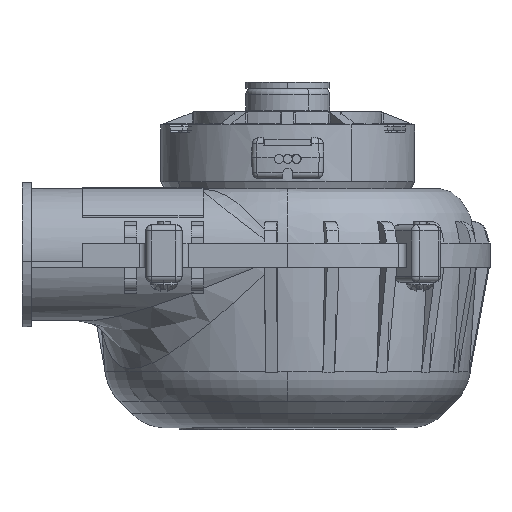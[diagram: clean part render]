
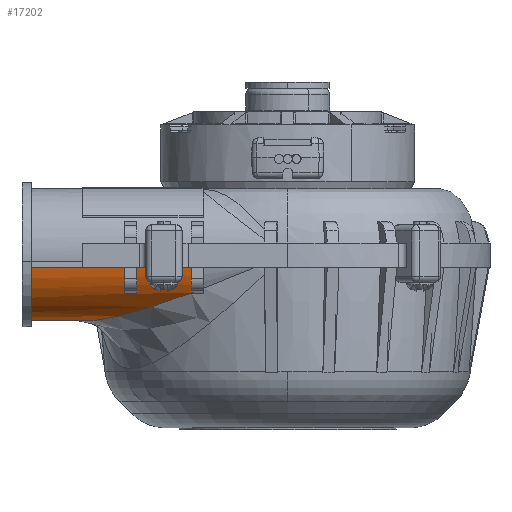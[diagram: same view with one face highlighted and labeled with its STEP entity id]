
A CAD part, left-side view. The second image highlights one B-rep face of the part: STEP entity #17202.
In plain terms, the highlighted cylindrical face has radius 10.975 mm (diameter 21.95 mm), a partial arc.
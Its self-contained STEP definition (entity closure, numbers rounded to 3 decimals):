
#2987=CARTESIAN_POINT('',(-11.2,7.479,-20.525));
#2988=DIRECTION('',(0.,1.,0.));
#2989=DIRECTION('',(-0.945,0.,-0.328));
#2990=AXIS2_PLACEMENT_3D('',#2987,#2988,#2989);
#3000=DIRECTION('',(0.,1.,0.));
#3001=VECTOR('',#3000,15.5);
#3002=CARTESIAN_POINT('',(-21.972,10.979,
-22.625));
#3003=LINE('',#3002,#3001);
#3029=DIRECTION('',(0.,1.,0.));
#3030=VECTOR('',#3029,1.5);
#3031=CARTESIAN_POINT('',(-21.972,7.479,
-22.625));
#3032=LINE('',#3031,#3030);
#3033=DIRECTION('',(0.,1.,0.));
#3034=VECTOR('',#3033,2.102);
#3035=CARTESIAN_POINT('',(-0.428,24.377,
-22.625));
#3036=LINE('',#3035,#3034);
#3037=DIRECTION('',(0.,-1.,0.));
#3038=VECTOR('',#3037,1.5);
#3039=CARTESIAN_POINT('',(-21.972,1.479,
-22.625));
#3040=LINE('',#3039,#3038);
#3041=CARTESIAN_POINT('',(-20.139,-0.021,
-26.893));
#3042=CARTESIAN_POINT('',(-19.695,1.637,
-27.516));
#3043=CARTESIAN_POINT('',(-18.654,4.919,
-28.702));
#3044=CARTESIAN_POINT('',(-16.596,9.666,
-30.204));
#3045=CARTESIAN_POINT('',(-14.,14.117,
-31.273));
#3046=CARTESIAN_POINT('',(-10.871,18.064,
-31.663));
#3047=CARTESIAN_POINT('',(-7.385,21.172,
-31.034));
#3048=CARTESIAN_POINT('',(-4.067,23.143,
-29.156));
#3049=CARTESIAN_POINT('',(-1.563,24.091,
-26.221));
#3050=CARTESIAN_POINT('',(-0.666,24.317,
-23.848));
#3051=CARTESIAN_POINT('',(-0.428,24.377,
-22.625));
#3274=CARTESIAN_POINT('',(-11.2,1.479,-20.525));
#3275=DIRECTION('',(0.,-1.,0.));
#3276=DIRECTION('',(-0.982,0.,-0.191));
#3277=AXIS2_PLACEMENT_3D('',#3274,#3275,#3276);
#3494=CARTESIAN_POINT('',(-21.164,6.479,
-25.125));
#3495=CARTESIAN_POINT('',(-21.164,6.604,
-25.125));
#3496=CARTESIAN_POINT('',(-21.186,6.857,
-25.078));
#3497=CARTESIAN_POINT('',(-21.282,7.19,
-24.864));
#3498=CARTESIAN_POINT('',(-21.42,7.421,
-24.533));
#3499=CARTESIAN_POINT('',(-21.52,7.479,
-24.264));
#3500=CARTESIAN_POINT('',(-21.568,7.479,
-24.125));
#3516=DIRECTION('',(0.,1.,0.));
#3517=VECTOR('',#3516,4.);
#3518=CARTESIAN_POINT('',(-21.164,2.479,
-25.125));
#3519=LINE('',#3518,#3517);
#3816=CARTESIAN_POINT('',(-21.568,1.479,
-24.125));
#3817=CARTESIAN_POINT('',(-21.522,1.479,
-24.256));
#3818=CARTESIAN_POINT('',(-21.426,1.529,
-24.517));
#3819=CARTESIAN_POINT('',(-21.284,1.76,
-24.862));
#3820=CARTESIAN_POINT('',(-21.184,2.109,
-25.082));
#3821=CARTESIAN_POINT('',(-21.164,2.358,
-25.125));
#3822=CARTESIAN_POINT('',(-21.164,2.479,
-25.125));
#7345=CARTESIAN_POINT('',(-0.428,24.377,
-22.625));
#7396=CARTESIAN_POINT('',(-11.2,-0.021,-20.525));
#7397=DIRECTION('',(0.,1.,0.));
#7398=DIRECTION('',(-0.814,0.,-0.58));
#7399=AXIS2_PLACEMENT_3D('',#7396,#7397,#7398);
#8592=CARTESIAN_POINT('',(-11.2,26.479,-20.525));
#8593=DIRECTION('',(0.,-1.,0.));
#8594=DIRECTION('',(-0.982,0.,-0.191));
#8595=AXIS2_PLACEMENT_3D('',#8592,#8593,#8594);
#8647=CARTESIAN_POINT('',(-11.2,10.979,-20.525));
#8648=DIRECTION('',(0.,1.,0.));
#8649=DIRECTION('',(-0.806,0.,-0.592));
#8650=AXIS2_PLACEMENT_3D('',#8647,#8648,#8649);
#8668=CARTESIAN_POINT('',(-11.2,8.979,-20.525));
#8669=DIRECTION('',(0.,-1.,0.));
#8670=DIRECTION('',(-0.982,0.,-0.191));
#8671=AXIS2_PLACEMENT_3D('',#8668,#8669,#8670);
#8682=DIRECTION('',(0.,1.,0.));
#8683=VECTOR('',#8682,2.);
#8684=CARTESIAN_POINT('',(-20.042,8.979,
-27.026));
#8685=LINE('',#8684,#8683);
#11001=CARTESIAN_POINT('',(-21.972,1.479,
-22.625));
#11002=VERTEX_POINT('',#11001);
#11003=CARTESIAN_POINT('',(-21.568,1.479,
-24.125));
#11004=VERTEX_POINT('',#11003);
#11025=CARTESIAN_POINT('',(-21.568,7.479,
-24.125));
#11026=CARTESIAN_POINT('',(-21.972,7.479,
-22.625));
#11027=VERTEX_POINT('',#11025);
#11028=VERTEX_POINT('',#11026);
#11111=CARTESIAN_POINT('',(-21.972,26.479,
-22.625));
#11112=CARTESIAN_POINT('',(-0.428,26.479,
-22.625));
#11113=VERTEX_POINT('',#11111);
#11114=VERTEX_POINT('',#11112);
#11134=VERTEX_POINT('',#7345);
#11711=CARTESIAN_POINT('',(-21.972,10.979,
-22.625));
#11712=VERTEX_POINT('',#11711);
#11713=CARTESIAN_POINT('',(-20.042,8.979,
-27.026));
#11714=CARTESIAN_POINT('',(-20.042,10.979,
-27.026));
#11715=VERTEX_POINT('',#11713);
#11716=VERTEX_POINT('',#11714);
#11717=CARTESIAN_POINT('',(-21.972,8.979,
-22.625));
#11718=VERTEX_POINT('',#11717);
#11719=VERTEX_POINT('',#3494);
#11720=CARTESIAN_POINT('',(-21.164,2.479,
-25.125));
#11721=VERTEX_POINT('',#11720);
#11722=CARTESIAN_POINT('',(-21.972,-0.021,
-22.625));
#11723=VERTEX_POINT('',#11722);
#11724=VERTEX_POINT('',#3041);
#17168=CARTESIAN_POINT('',(-11.2,-0.551,-20.525));
#17169=DIRECTION('',(0.,1.,0.));
#17170=DIRECTION('',(1.,0.,0.));
#17171=AXIS2_PLACEMENT_3D('',#17168,#17169,#17170);
#17172=CYLINDRICAL_SURFACE('',#17171,10.975);
#17174=ORIENTED_EDGE('',*,*,#17173,.T.);
#17176=ORIENTED_EDGE('',*,*,#17175,.F.);
#17177=ORIENTED_EDGE('',*,*,#17148,.F.);
#17179=ORIENTED_EDGE('',*,*,#17178,.F.);
#17181=ORIENTED_EDGE('',*,*,#17180,.F.);
#17183=ORIENTED_EDGE('',*,*,#17182,.F.);
#17184=ORIENTED_EDGE('',*,*,#17157,.F.);
#17185=ORIENTED_EDGE('',*,*,#17109,.F.);
#17187=ORIENTED_EDGE('',*,*,#17186,.F.);
#17189=ORIENTED_EDGE('',*,*,#17188,.F.);
#17191=ORIENTED_EDGE('',*,*,#17190,.F.);
#17193=ORIENTED_EDGE('',*,*,#17192,.F.);
#17195=ORIENTED_EDGE('',*,*,#17194,.T.);
#17197=ORIENTED_EDGE('',*,*,#17196,.F.);
#17199=ORIENTED_EDGE('',*,*,#17198,.T.);
#17200=EDGE_LOOP('',(#17174,#17176,#17177,#17179,#17181,#17183,#17184,#17185,
#17187,#17189,#17191,#17193,#17195,#17197,#17199));
#17201=FACE_OUTER_BOUND('',#17200,.F.);
#17202=ADVANCED_FACE('',(#17201),#17172,.T.);
#2991=CIRCLE('',#2990,10.975);
#3052=B_SPLINE_CURVE_WITH_KNOTS('',3,(#3041,#3042,#3043,#3044,#3045,#3046,#3047,
#3048,#3049,#3050,#3051),.UNSPECIFIED.,.F.,.F.,(4,1,1,1,1,1,1,1,4),(0.,
0.125,0.25,0.375,0.5,0.625,0.75,0.875,1.),.UNSPECIFIED.);
#3278=CIRCLE('',#3277,10.975);
#3501=B_SPLINE_CURVE_WITH_KNOTS('',3,(#3494,#3495,#3496,#3497,#3498,#3499,
#3500),.UNSPECIFIED.,.F.,.F.,(4,1,1,1,4),(0.,0.25,0.5,0.75,1.),
.UNSPECIFIED.);
#3823=B_SPLINE_CURVE_WITH_KNOTS('',3,(#3816,#3817,#3818,#3819,#3820,#3821,
#3822),.UNSPECIFIED.,.F.,.F.,(4,1,1,1,4),(0.,0.25,0.5,0.75,1.),
.UNSPECIFIED.);
#7400=CIRCLE('',#7399,10.975);
#8596=CIRCLE('',#8595,10.975);
#8651=CIRCLE('',#8650,10.975);
#8672=CIRCLE('',#8671,10.975);
#17109=EDGE_CURVE('',#11027,#11028,#2991,.T.);
#17148=EDGE_CURVE('',#11712,#11113,#3003,.T.);
#17157=EDGE_CURVE('',#11028,#11718,#3032,.T.);
#17173=EDGE_CURVE('',#11134,#11114,#3036,.T.);
#17175=EDGE_CURVE('',#11113,#11114,#8596,.T.);
#17178=EDGE_CURVE('',#11716,#11712,#8651,.T.);
#17180=EDGE_CURVE('',#11715,#11716,#8685,.T.);
#17182=EDGE_CURVE('',#11718,#11715,#8672,.T.);
#17186=EDGE_CURVE('',#11719,#11027,#3501,.T.);
#17188=EDGE_CURVE('',#11721,#11719,#3519,.T.);
#17190=EDGE_CURVE('',#11004,#11721,#3823,.T.);
#17192=EDGE_CURVE('',#11002,#11004,#3278,.T.);
#17194=EDGE_CURVE('',#11002,#11723,#3040,.T.);
#17196=EDGE_CURVE('',#11724,#11723,#7400,.T.);
#17198=EDGE_CURVE('',#11724,#11134,#3052,.T.);
